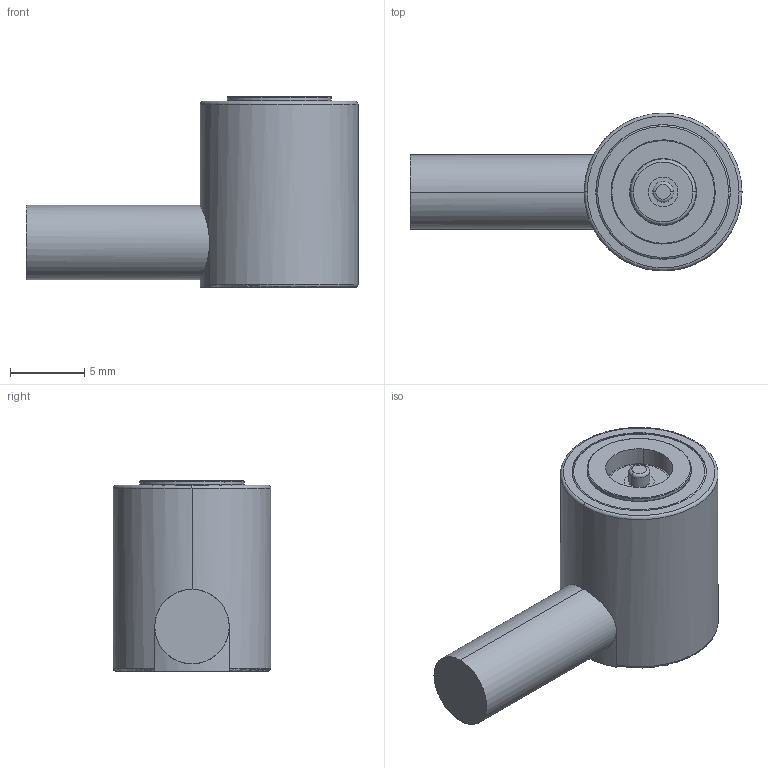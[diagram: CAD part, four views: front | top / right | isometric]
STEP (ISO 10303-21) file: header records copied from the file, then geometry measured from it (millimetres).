
FILE_DESCRIPTION (( 'STEP AP214' ), '1' );
FILE_NAME ('喃萇盄芛.STEP', '2022-06-01T08:48:30', ( '' ), ( '' ), 'SwSTEP 2.0', 'SolidWorks 2016', '' );
FILE_SCHEMA (( 'AUTOMOTIVE_DESIGN' ));
Length unit declared in the file: millimetre
Products named in the file (8): 蝶璃_鼠釱; 肣渀_鼠釱; 肣杶_鼠釱-傲踢; 棠沺_鼠釱; pcb_鼠釱_拸腑; 喃萇盄_囀臚; 喃萇盄_ABS俋褲; 喃萇盄芛
Assembly tree (7 placements, depth 2):
  喃萇盄芛
    喃萇盄_ABS俋褲
    喃萇盄_囀臚
    pcb_鼠釱_拸腑
    棠沺_鼠釱
    肣杶_鼠釱-傲踢
    肣渀_鼠釱
    蝶璃_鼠釱
Bounding box: 22.3 x 10.6 x 12.8 mm (x, y, z)
Volume: 1393.8 mm3; surface area: 2135.7 mm2
Topology: 8 solids, 8 shells, 137 faces, 326 edges, 208 vertices
Faces by surface type: cylinder 55, plane 55, torus 27
Entity records: 5511 total; most frequent: CARTESIAN_POINT 1021, DIRECTION 755, ORIENTED_EDGE 652, EDGE_CURVE 326, AXIS2_PLACEMENT_3D 304, VERTEX_POINT 208, EDGE_LOOP 158, CIRCLE 157
